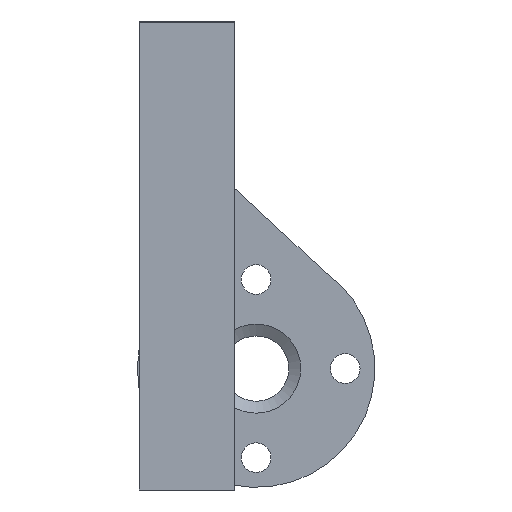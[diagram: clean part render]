
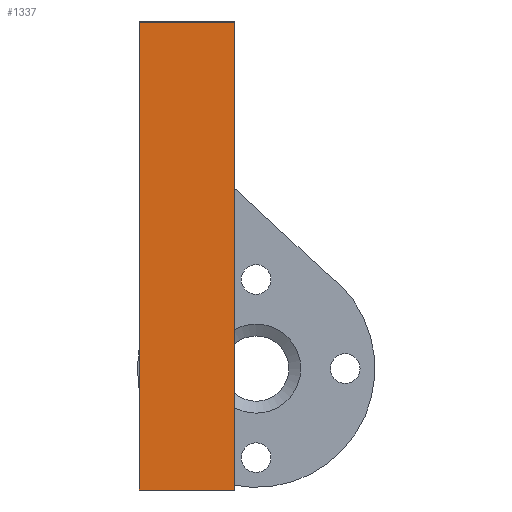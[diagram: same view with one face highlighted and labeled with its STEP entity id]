
A CAD part, left-side view. The second image highlights one B-rep face of the part: STEP entity #1337.
In plain terms, the highlighted planar face has unit normal (-1, 0, 0).
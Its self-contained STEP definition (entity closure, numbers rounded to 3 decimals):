
#69=PLANE('',#1457);
#126=FACE_OUTER_BOUND('',#206,.T.);
#206=EDGE_LOOP('',(#1173,#1174,#1175,#1176));
#365=LINE('',#2132,#496);
#400=LINE('',#2214,#531);
#401=LINE('',#2217,#532);
#402=LINE('',#2218,#533);
#496=VECTOR('',#1726,10.);
#531=VECTOR('',#1801,10.);
#532=VECTOR('',#1804,10.);
#533=VECTOR('',#1805,10.);
#643=VERTEX_POINT('',#2129);
#644=VERTEX_POINT('',#2131);
#671=VERTEX_POINT('',#2212);
#672=VERTEX_POINT('',#2216);
#809=EDGE_CURVE('',#643,#644,#365,.T.);
#851=EDGE_CURVE('',#643,#671,#400,.T.);
#852=EDGE_CURVE('',#672,#671,#401,.T.);
#853=EDGE_CURVE('',#644,#672,#402,.T.);
#1173=ORIENTED_EDGE('',*,*,#852,.F.);
#1174=ORIENTED_EDGE('',*,*,#853,.F.);
#1175=ORIENTED_EDGE('',*,*,#809,.F.);
#1176=ORIENTED_EDGE('',*,*,#851,.T.);
#1337=ADVANCED_FACE('',(#126),#69,.T.);
#1457=AXIS2_PLACEMENT_3D('',#2215,#1802,#1803);
#1726=DIRECTION('',(0.,0.,1.));
#1801=DIRECTION('',(0.,-1.,0.));
#1802=DIRECTION('center_axis',(-1.,0.,0.));
#1803=DIRECTION('ref_axis',(0.,0.,
-1.));
#1804=DIRECTION('',(0.,0.,-1.));
#1805=DIRECTION('',(0.,-1.,0.));
#2129=CARTESIAN_POINT('',(-125.4,18.7,-25.431));
#2131=CARTESIAN_POINT('',(-125.4,18.7,13.969));
#2132=CARTESIAN_POINT('',(-125.4,18.7,7.969));
#2212=CARTESIAN_POINT('',(-125.4,10.7,-25.431));
#2214=CARTESIAN_POINT('',(-125.4,14.7,-25.431));
#2215=CARTESIAN_POINT('Origin',(-125.4,14.7,13.969));
#2216=CARTESIAN_POINT('',(-125.4,10.7,13.969));
#2217=CARTESIAN_POINT('',(-125.4,10.7,13.969));
#2218=CARTESIAN_POINT('',(-125.4,14.7,13.969));
